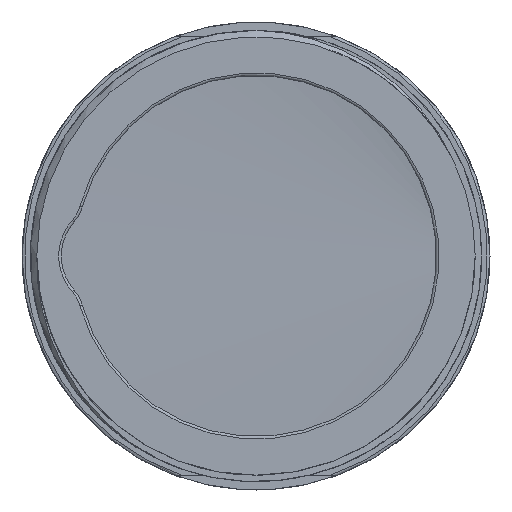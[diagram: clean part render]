
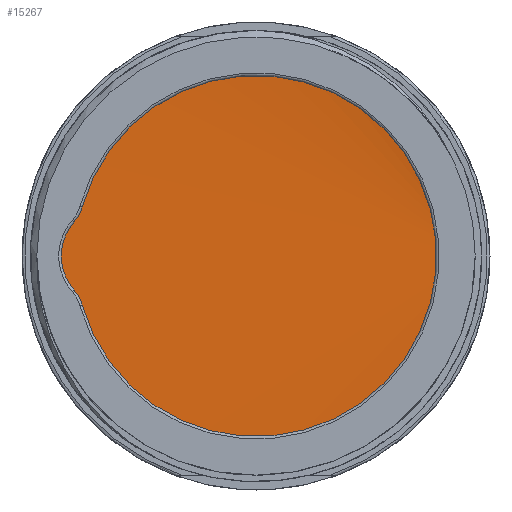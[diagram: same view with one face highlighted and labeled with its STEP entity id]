
A CAD part, left-side view. The second image highlights one B-rep face of the part: STEP entity #15267.
In plain terms, the highlighted cylindrical face has radius 17 mm (diameter 34 mm), a full revolution.
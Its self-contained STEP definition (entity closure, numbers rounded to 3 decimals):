
#1628=FACE_OUTER_BOUND('',#2447,.T.);
#2447=EDGE_LOOP('',(#9699,#9700,#9701));
#3469=B_SPLINE_CURVE_WITH_KNOTS('',3,(#21448,#21449,#21450,#21451,#21452,
#21453,#21454,#21455,#21456,#21457,#21458,#21459,#21460,#21461,#21462,#21463,
#21464),.UNSPECIFIED.,.F.,.F.,(4,1,1,1,1,1,1,1,1,1,1,1,1,1,4),(9.425,
9.87,10.354,10.837,11.32,11.803,
12.286,12.769,13.252,13.735,14.218,
14.701,15.184,15.667,15.708),
 .UNSPECIFIED.);
#4009=LINE('',#21401,#4921);
#4011=LINE('',#21465,#4923);
#4921=VECTOR('',#17569,17.);
#4923=VECTOR('',#17577,17.);
#5833=VERTEX_POINT('',#21399);
#5834=VERTEX_POINT('',#21400);
#5838=VERTEX_POINT('',#21447);
#7427=EDGE_CURVE('',#5833,#5834,#4009,.T.);
#7433=EDGE_CURVE('',#5838,#5834,#3469,.T.);
#7434=EDGE_CURVE('',#5838,#5833,#4011,.T.);
#9699=ORIENTED_EDGE('',*,*,#7427,.T.);
#9700=ORIENTED_EDGE('',*,*,#7433,.F.);
#9701=ORIENTED_EDGE('',*,*,#7434,.T.);
#14224=CYLINDRICAL_SURFACE('',#16109,17.);
#15267=ADVANCED_FACE('',(#1628),#14224,.T.);
#16109=AXIS2_PLACEMENT_3D('',#21446,#17575,#17576);
#17569=DIRECTION('',(1.,0.,0.));
#17575=DIRECTION('center_axis',(1.,0.,0.));
#17576=DIRECTION('ref_axis',(0.,1.,0.));
#17577=DIRECTION('',(1.,0.,0.));
#21399=CARTESIAN_POINT('',(4.2,-17.,0.));
#21400=CARTESIAN_POINT('',(5.4,-17.,0.));
#21401=CARTESIAN_POINT('',(0.,-17.,0.));
#21446=CARTESIAN_POINT('Origin',(0.,0.,0.));
#21447=CARTESIAN_POINT('',(2.6,-17.,0.));
#21448=CARTESIAN_POINT('Ctrl Pts',(2.6,-17.001,0.));
#21449=CARTESIAN_POINT('Ctrl Pts',(2.666,-17.,2.525));
#21450=CARTESIAN_POINT('Ctrl Pts',(2.804,-15.81,7.788));
#21451=CARTESIAN_POINT('Ctrl Pts',(3.014,-10.585,14.156));
#21452=CARTESIAN_POINT('Ctrl Pts',(3.229,-2.798,17.453));
#21453=CARTESIAN_POINT('Ctrl Pts',(3.444,5.629,16.755));
#21454=CARTESIAN_POINT('Ctrl Pts',(3.66,12.768,12.223));
#21455=CARTESIAN_POINT('Ctrl Pts',(3.875,16.985,4.893));
#21456=CARTESIAN_POINT('Ctrl Pts',(4.09,17.314,-3.556));
#21457=CARTESIAN_POINT('Ctrl Pts',(4.306,13.681,-11.192));
#21458=CARTESIAN_POINT('Ctrl Pts',(4.521,6.917,-16.266));
#21459=CARTESIAN_POINT('Ctrl Pts',(4.736,-1.431,-17.618));
#21460=CARTESIAN_POINT('Ctrl Pts',(4.951,-9.451,-14.937));
#21461=CARTESIAN_POINT('Ctrl Pts',(5.167,-15.307,-8.838));
#21462=CARTESIAN_POINT('Ctrl Pts',(5.316,-16.942,-3.196));
#21463=CARTESIAN_POINT('Ctrl Pts',(5.394,-17.001,-0.23));
#21464=CARTESIAN_POINT('Ctrl Pts',(5.4,-17.001,0.));
#21465=CARTESIAN_POINT('',(0.,-17.,0.));
